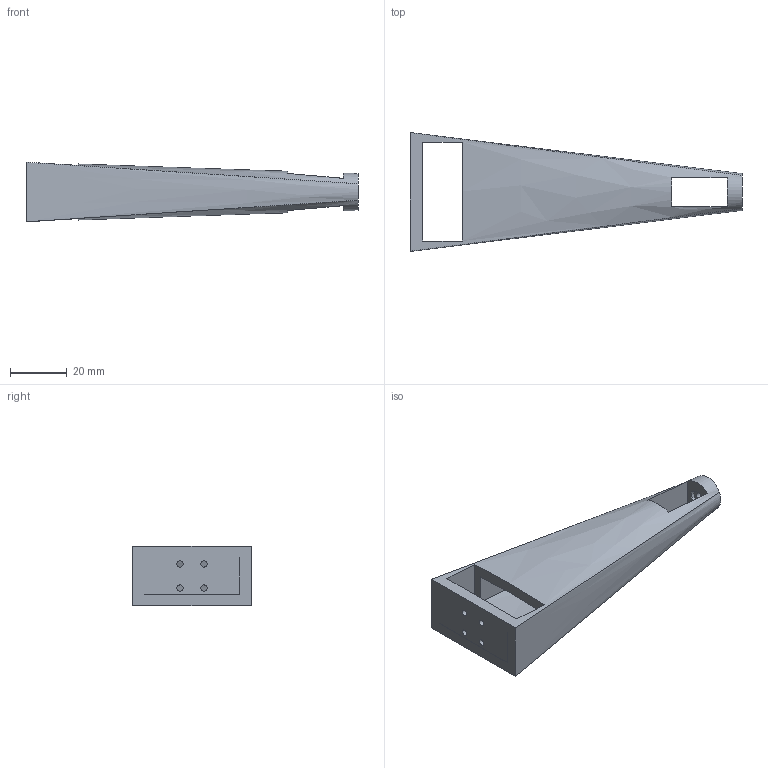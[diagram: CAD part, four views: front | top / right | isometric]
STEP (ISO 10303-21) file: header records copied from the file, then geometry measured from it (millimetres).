
FILE_DESCRIPTION(/* description */ (''),/* implementation_level */ '2;1');
FILE_NAME(/* name */ 'front leg demo 2 v24.step',/* time_stamp */ '2025-07-11T19:17:40+09:00',/* author */ (''),/* organization */ (''),/* preprocessor_version */ 'ST-DEVELOPER v20',/* originating_system */ 'Autodesk Translation Framework v13.14.0.145',/* authorisation */ '');
FILE_SCHEMA (('AUTOMOTIVE_DESIGN { 1 0 10303 214 3 1 1 }'));
Length unit declared in the file: millimetre
Products named in the file (2): front leg demo 2; Component2
Assembly tree (1 placements, depth 2):
  front leg demo 2
    Component2
Bounding box: 117.02 x 41.9 x 21 mm (x, y, z)
Volume: 27119.5 mm3; surface area: 15745.7 mm2
Topology: 1 solids, 1 shells, 40 faces, 108 edges, 72 vertices
Faces by surface type: bspline 20, plane 15, cylinder 5
Full cylindrical faces by diameter (mm): 2.2 x4, 3.1 x1
Entity records: 2141 total; most frequent: CARTESIAN_POINT 1222, ORIENTED_EDGE 216, EDGE_CURVE 108, DIRECTION 100, VERTEX_POINT 72, B_SPLINE_CURVE_WITH_KNOTS 68, EDGE_LOOP 58, FACE_OUTER_BOUND 40
